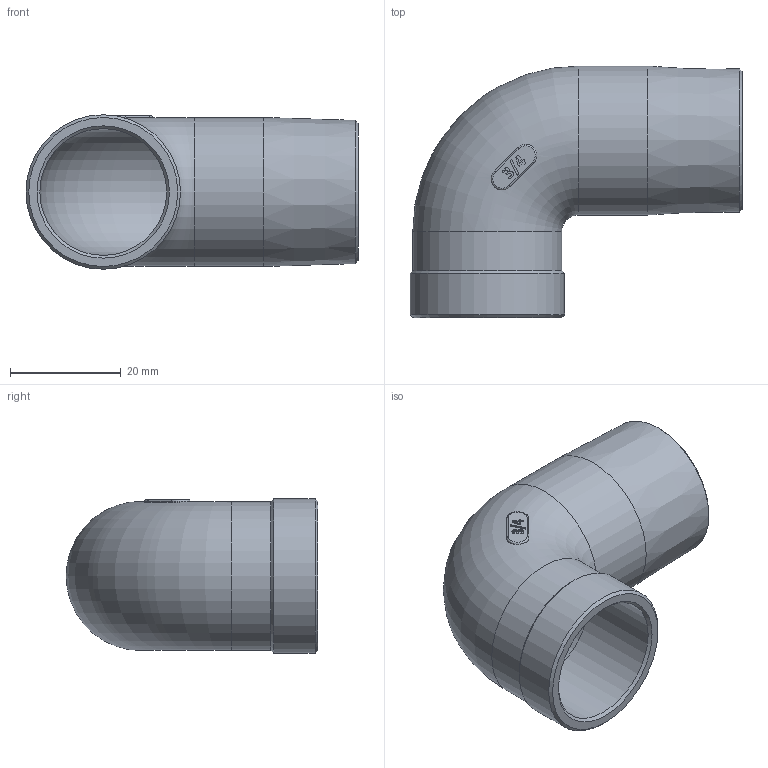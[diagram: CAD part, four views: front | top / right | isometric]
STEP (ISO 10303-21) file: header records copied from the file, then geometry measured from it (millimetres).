
FILE_DESCRIPTION(/* description */ ('Unknown'),/* implementation_level */ '2;1');
FILE_NAME(/* name */ 'R-304-DN20',/* time_stamp */ '2020-10-06T15:40:56+08:00',/* author */ ('Unknown'),/* organization */ ('Unknown'),/* preprocessor_version */ 'ST-DEVELOPER v16.7',/* originating_system */ 'DEX',/* authorisation */ $);
FILE_SCHEMA (('AUTOMOTIVE_DESIGN {1 0 10303 214 3 1 1}'));
Length unit declared in the file: millimetre
Products named in the file (1): R-304-DN20
Bounding box: 59.95 x 45.45 x 27.9 mm (x, y, z)
Volume: 11058.2 mm3; surface area: 11368 mm2
Topology: 1 solids, 1 shells, 71 faces, 182 edges, 117 vertices
Faces by surface type: bspline 29, plane 22, cylinder 11, cone 5, torus 4
Full cylindrical faces by diameter (mm): 22.9 x2, 26.9 x2, 27.9 x1
Entity records: 2466 total; most frequent: CARTESIAN_POINT 989, ORIENTED_EDGE 328, DIRECTION 210, EDGE_CURVE 164, VERTEX_POINT 112, EDGE_LOOP 90, FACE_BOUND 90, LINE 76
